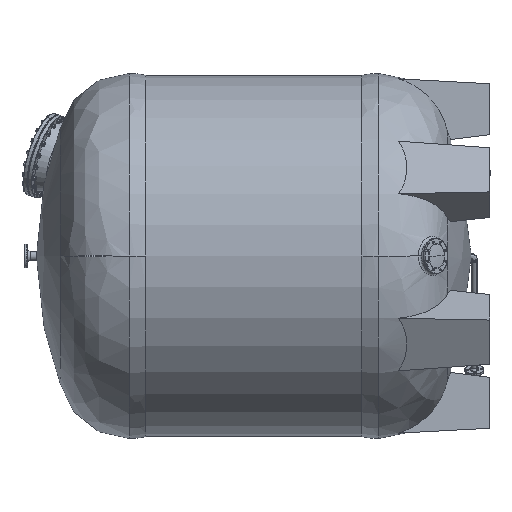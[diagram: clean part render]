
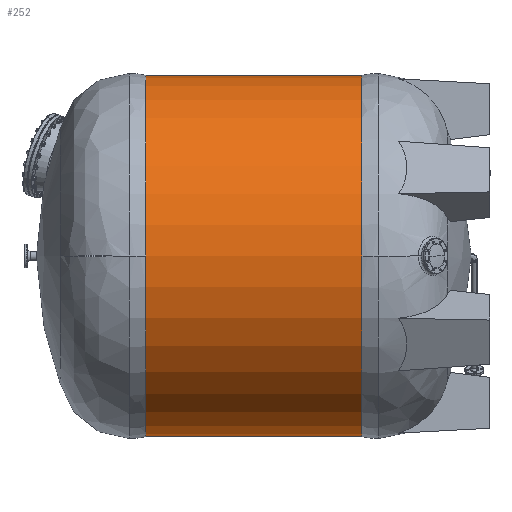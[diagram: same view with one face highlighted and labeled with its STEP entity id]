
A CAD part, left-side view. The second image highlights one B-rep face of the part: STEP entity #252.
In plain terms, the highlighted cylindrical face has radius 1415 mm (diameter 2830 mm), a partial arc.
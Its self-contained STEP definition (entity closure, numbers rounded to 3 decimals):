
#252 = ADVANCED_FACE ( 'NONE', ( #29269 ), #24560, .T. ) ;
#1008 = EDGE_CURVE ( 'NONE', #9582, #39297, #53714, .T. ) ;
#1795 = CIRCLE ( 'NONE', #24092, 1415. ) ;
#3160 = VERTEX_POINT ( 'NONE', #43908 ) ;
#8175 = DIRECTION ( 'NONE',  ( 1., 0., 0. ) ) ;
#8545 = ORIENTED_EDGE ( 'NONE', *, *, #37774, .T. ) ;
#8768 = DIRECTION ( 'NONE',  ( 0., 0., 1. ) ) ;
#9272 = LINE ( 'NONE', #30778, #49125 ) ;
#9549 = DIRECTION ( 'NONE',  ( 0., 1., 0. ) ) ;
#9582 = VERTEX_POINT ( 'NONE', #41768 ) ;
#9710 = VERTEX_POINT ( 'NONE', #47902 ) ;
#12709 = LINE ( 'NONE', #30545, #27594 ) ;
#13423 = ORIENTED_EDGE ( 'NONE', *, *, #27190, .F. ) ;
#15610 = EDGE_CURVE ( 'NONE', #29100, #3160, #9272, .T. ) ;
#16054 = CARTESIAN_POINT ( 'NONE',  ( 0., 829.19, -1415. ) ) ;
#16159 = DIRECTION ( 'NONE',  ( 1., 0., 0. ) ) ;
#16365 = EDGE_CURVE ( 'NONE', #9710, #49832, #45645, .T. ) ;
#16896 = ORIENTED_EDGE ( 'NONE', *, *, #15610, .F. ) ;
#18367 = AXIS2_PLACEMENT_3D ( 'NONE', #41560, #37384, #50512 ) ;
#20073 = DIRECTION ( 'NONE',  ( 0., 1., 0. ) ) ;
#20385 = ORIENTED_EDGE ( 'NONE', *, *, #52350, .T. ) ;
#21592 = CARTESIAN_POINT ( 'NONE',  ( 0., 2522.81, 0. ) ) ;
#21888 = ORIENTED_EDGE ( 'NONE', *, *, #16365, .T. ) ;
#21999 = DIRECTION ( 'NONE',  ( 0., 1., 0. ) ) ;
#24092 = AXIS2_PLACEMENT_3D ( 'NONE', #47050, #38923, #8768 ) ;
#24560 = CYLINDRICAL_SURFACE ( 'NONE', #18367, 1415. ) ;
#27190 = EDGE_CURVE ( 'NONE', #3160, #9582, #36206, .T. ) ;
#27594 = VECTOR ( 'NONE', #35040, 1000. ) ;
#28342 = ORIENTED_EDGE ( 'NONE', *, *, #1008, .F. ) ;
#29100 = VERTEX_POINT ( 'NONE', #16054 ) ;
#29269 = FACE_OUTER_BOUND ( 'NONE', #52377, .T. ) ;
#30533 = AXIS2_PLACEMENT_3D ( 'NONE', #21592, #34443, #8175 ) ;
#30545 = CARTESIAN_POINT ( 'NONE',  ( 0., 0., 1415. ) ) ;
#30778 = CARTESIAN_POINT ( 'NONE',  ( 0., 0., -1415. ) ) ;
#30902 = CARTESIAN_POINT ( 'NONE',  ( 0., 829.19, 0. ) ) ;
#34443 = DIRECTION ( 'NONE',  ( 0., 1., 0. ) ) ;
#35040 = DIRECTION ( 'NONE',  ( 0., 1., 0. ) ) ;
#35661 = DIRECTION ( 'NONE',  ( 0., 0., 1. ) ) ;
#36206 = CIRCLE ( 'NONE', #37080, 1415. ) ;
#37080 = AXIS2_PLACEMENT_3D ( 'NONE', #49950, #20073, #16159 ) ;
#37384 = DIRECTION ( 'NONE',  ( 0., 1., 0. ) ) ;
#37774 = EDGE_CURVE ( 'NONE', #29100, #9710, #1795, .T. ) ;
#38923 = DIRECTION ( 'NONE',  ( 0., 1., 0. ) ) ;
#39297 = VERTEX_POINT ( 'NONE', #52671 ) ;
#41560 = CARTESIAN_POINT ( 'NONE',  ( 0., 0., 0. ) ) ;
#41768 = CARTESIAN_POINT ( 'NONE',  ( -1415., 2522.81, 0. ) ) ;
#43908 = CARTESIAN_POINT ( 'NONE',  ( 0., 2522.81, -1415. ) ) ;
#45645 = CIRCLE ( 'NONE', #50997, 1415. ) ;
#47050 = CARTESIAN_POINT ( 'NONE',  ( 0., 829.19, 0. ) ) ;
#47902 = CARTESIAN_POINT ( 'NONE',  ( -1415., 829.19, 0. ) ) ;
#49125 = VECTOR ( 'NONE', #9549, 1000. ) ;
#49832 = VERTEX_POINT ( 'NONE', #51635 ) ;
#49950 = CARTESIAN_POINT ( 'NONE',  ( 0., 2522.81, 0. ) ) ;
#50512 = DIRECTION ( 'NONE',  ( 0., 0., 1. ) ) ;
#50997 = AXIS2_PLACEMENT_3D ( 'NONE', #30902, #21999, #35661 ) ;
#51635 = CARTESIAN_POINT ( 'NONE',  ( 0., 829.19, 1415. ) ) ;
#52350 = EDGE_CURVE ( 'NONE', #49832, #39297, #12709, .T. ) ;
#52377 = EDGE_LOOP ( 'NONE', ( #16896, #8545, #21888, #20385, #28342, #13423 ) ) ;
#52671 = CARTESIAN_POINT ( 'NONE',  ( 0., 2522.81, 1415. ) ) ;
#53714 = CIRCLE ( 'NONE', #30533, 1415. ) ;
